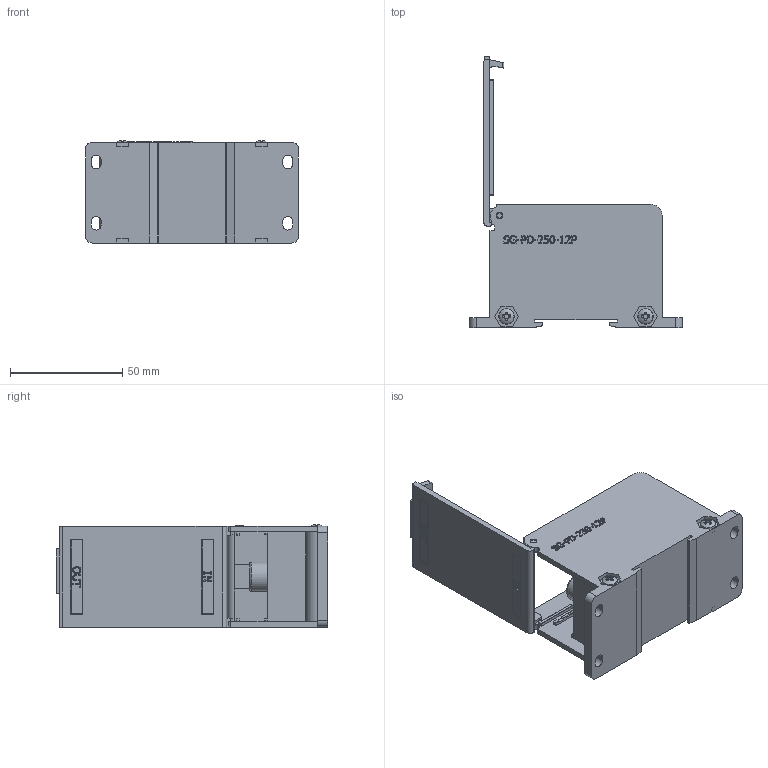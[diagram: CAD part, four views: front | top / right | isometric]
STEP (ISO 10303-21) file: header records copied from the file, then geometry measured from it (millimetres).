
FILE_DESCRIPTION(/* description */ (''),/* implementation_level */ '2;1');
FILE_NAME(/* name */ '',/* time_stamp */ '2025-11-06T11:50:07+09:00',/* author */ ('7890'),/* organization */ (''),/* preprocessor_version */ 'ST-DEVELOPER v20.1',/* originating_system */ 'Autodesk Inventor 2026',/* authorisation */ '');
FILE_SCHEMA (('AUTOMOTIVE_DESIGN { 1 0 10303 214 3 1 1 }'));
Length unit declared in the file: millimetre
Products named in the file (6): PD-250-12P 조립품; DIN 7985 (H) - M4x6-H; PD-250-12P 본체; ISO 4762  - M8 x 12; DIN 7985 (H) - M3.5x35-H; PD-250-12P 커버
Assembly tree (17 placements, depth 2):
  PD-250-12P 조립품
    DIN 7985 (H) - M4x6-H  x12
    PD-250-12P 본체
    ISO 4762  - M8 x 12
    DIN 7985 (H) - M3.5x35-H  x2
    PD-250-12P 커버
Bounding box: 95 x 121.15 x 45.78 mm (x, y, z)
Volume: 114269.5 mm3; surface area: 42667.9 mm2
Topology: 17 solids, 17 shells, 1211 faces, 3214 edges, 2104 vertices
Faces by surface type: plane 638, cone 212, cylinder 177, bspline 124, sphere 42, torus 18
Full cylindrical faces by diameter (mm): 2.4 x2, 3 x2, 3.2 x2, 3.5 x2, 3.65 x12, 4 x12, 4.3 x14, 8 x1, 8.4 x1, 13 x1
Entity records: 23992 total; most frequent: CARTESIAN_POINT 5763, ORIENTED_EDGE 3930, DIRECTION 3380, EDGE_CURVE 1965, VERTEX_POINT 1276, LINE 1264, VECTOR 1264, AXIS2_PLACEMENT_3D 1058
